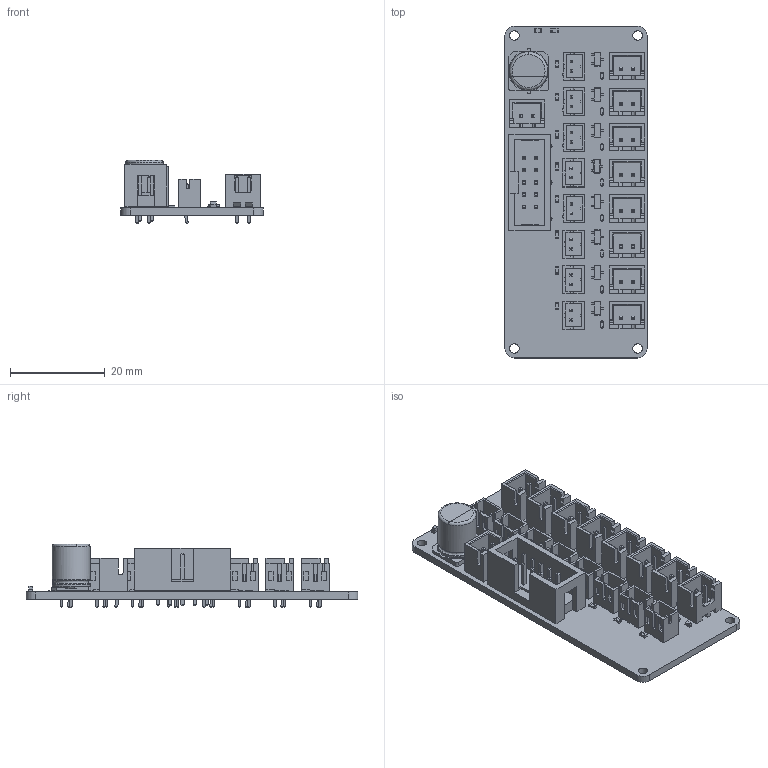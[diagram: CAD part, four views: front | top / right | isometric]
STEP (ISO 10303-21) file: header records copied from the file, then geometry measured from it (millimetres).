
FILE_DESCRIPTION(('KiCad electronic assembly'),'2;1');
FILE_NAME('solenoid_board.step','2025-01-13T23:49:15',('Pcbnew'),( 'Kicad'),'Open CASCADE STEP processor 7.8','KiCad to STEP converter' ,'Unknown');
FILE_SCHEMA(('AUTOMOTIVE_DESIGN { 1 0 10303 214 1 1 1 1 }'));
Length unit declared in the file: millimetre
Products named in the file (18): solenoid_board 1; D_SOD-523; D_SOD_523; JST_XH_B2B-XH-A_1x02_P2.50mm_Vertical; JST_B2B_XH_A; R_0603_1608Metric; SOT-23; SOT_23; CP_Elec_8x10; JST_PH_B2B-PH-K_1x02_P2.00mm_Vertical; JST_B2B_PH_K; IDC-Header_2x05_P2.54mm_Vertical; IDC_Header_2x05_P254mm_Vertical; LED_0603_1608Metric; solenoid_board_PCB
Assembly tree (54 placements, depth 3):
  solenoid_board 1
    D_SOD-523  x8
      D_SOD_523
    JST_XH_B2B-XH-A_1x02_P2.50mm_Vertical  x9
      JST_B2B_XH_A
    R_0603_1608Metric  x9
      R_0603_1608Metric
    SOT-23  x8
      SOT_23
    CP_Elec_8x10
      CP_Elec_8x10
    JST_PH_B2B-PH-K_1x02_P2.00mm_Vertical  x8
      JST_B2B_PH_K
    IDC-Header_2x05_P2.54mm_Vertical
      IDC_Header_2x05_P254mm_Vertical
    LED_0603_1608Metric
      LED_0603_1608Metric
    solenoid_board_PCB
Bounding box: 30 x 70 x 13.4 mm (x, y, z)
Volume: 6708.2 mm3; surface area: 12425.2 mm2
Topology: 46 solids, 46 shells, 2974 faces, 7655 edges, 4865 vertices
Faces by surface type: plane 2372, cylinder 299, bspline 298, torus 4, revolution 1
Full cylindrical faces by diameter (mm): 0.75 x16, 1 x34, 2 x4, 8 x2
Entity records: 25383 total; most frequent: CARTESIAN_POINT 3905, ORIENTED_EDGE 3454, DIRECTION 3296, EDGE_CURVE 1727, LINE 1451, VECTOR 1451, VERTEX_POINT 1095, AXIS2_PLACEMENT_3D 922
